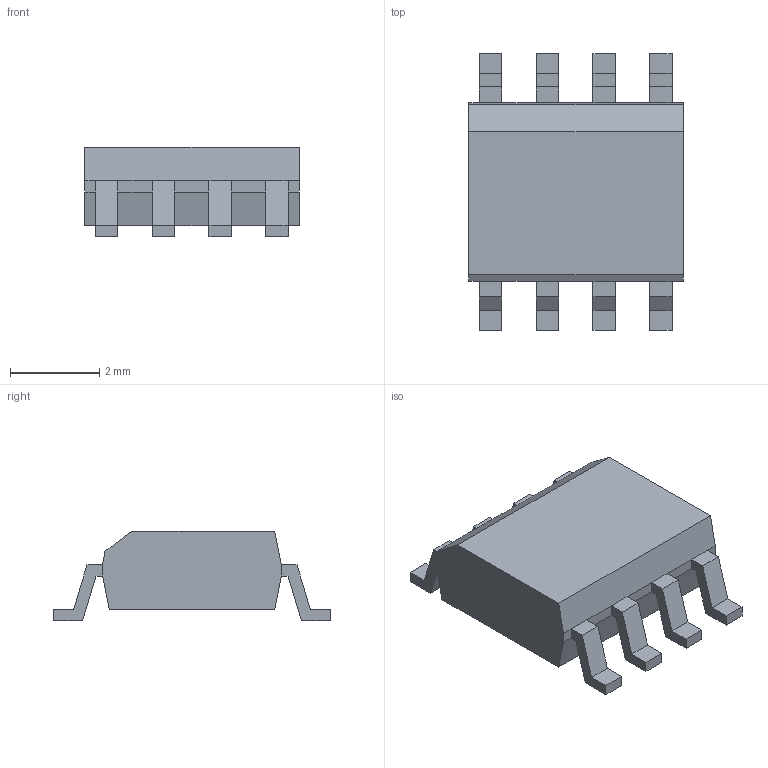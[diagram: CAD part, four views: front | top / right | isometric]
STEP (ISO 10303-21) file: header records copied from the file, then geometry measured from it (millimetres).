
FILE_DESCRIPTION(('FreeCAD Model'),'2;1');
FILE_NAME('SO-8_narrow_simple.step', '2017-02-10T15:43:13',('Author'),(''), 'Open CASCADE STEP processor 6.8','FreeCAD','Unknown');
FILE_SCHEMA(('AUTOMOTIVE_DESIGN_CC2 { 1 2 10303 214 -1 1 5 4 }'));
Length unit declared in the file: millimetre
Products named in the file (2): ASSEMBLY; SO-8
Assembly tree (1 placements, depth 2):
  ASSEMBLY
    SO-8
Bounding box: 4.8 x 6.2 x 2 mm (x, y, z)
Volume: 33.9 mm3; surface area: 87.3 mm2
Topology: 1 solids, 1 shells, 91 faces, 235 edges, 146 vertices
Faces by surface type: plane 91
Entity records: 6396 total; most frequent: CARTESIAN_POINT 944, DIRECTION 891, LINE 705, VECTOR 705, ORIENTED_EDGE 470, PCURVE 470, DEFINITIONAL_REPRESENTATION 470, EDGE_CURVE 235
